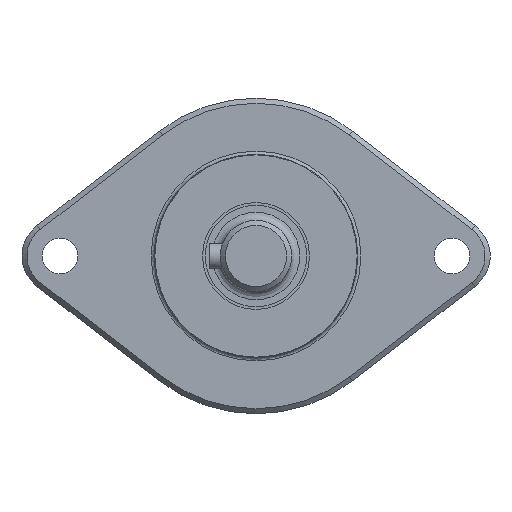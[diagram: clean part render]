
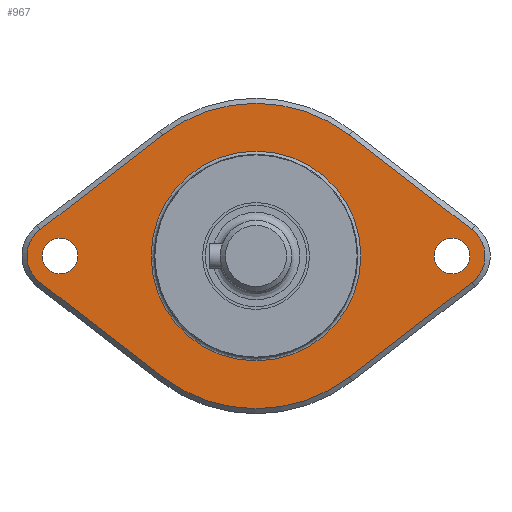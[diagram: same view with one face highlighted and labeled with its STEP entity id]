
A CAD part, left-side view. The second image highlights one B-rep face of the part: STEP entity #967.
In plain terms, the highlighted planar face has unit normal (-1, 0, 0).
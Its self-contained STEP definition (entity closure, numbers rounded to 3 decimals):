
#835=CARTESIAN_POINT('',(-98.2,0.,20.6));
#836=VERTEX_POINT('',#835);
#837=CARTESIAN_POINT('',(-98.2,0.,0.));
#838=DIRECTION('',(-1.0,0.0,0.0));
#839=DIRECTION('',(0.0,0.0,-1.0));
#840=AXIS2_PLACEMENT_3D('',#837,#838,#839);
#841=CIRCLE('',#840,20.6);
#842=EDGE_CURVE('',#836,#836,#841,.T.);
#867=CARTESIAN_POINT('',(-98.2,0.,0.));
#868=DIRECTION('',(-1.0,0.0,0.0));
#869=DIRECTION('',(0.0,0.0,1.0));
#870=AXIS2_PLACEMENT_3D('',#867,#868,#869);
#871=PLANE('',#870);
#872=CARTESIAN_POINT('',(-98.2,42.468,5.149));
#873=VERTEX_POINT('',#872);
#874=CARTESIAN_POINT('',(-98.2,18.312,23.763));
#875=VERTEX_POINT('',#874);
#876=CARTESIAN_POINT('',(-98.2,42.468,5.149));
#877=DIRECTION('',(0.0,-0.792,0.61));
#878=VECTOR('',#877,30.496);
#879=LINE('',#876,#878);
#880=EDGE_CURVE('',#873,#875,#879,.T.);
#881=ORIENTED_EDGE('',*,*,#880,.F.);
#882=CARTESIAN_POINT('',(-98.2,42.468,-5.149));
#883=VERTEX_POINT('',#882);
#884=CARTESIAN_POINT('',(-98.2,38.5,0.));
#885=DIRECTION('',(1.,0.,0.));
#886=DIRECTION('',(0.,0.61,0.792));
#887=AXIS2_PLACEMENT_3D('',#884,#885,#886);
#888=CIRCLE('',#887,6.5);
#889=EDGE_CURVE('',#883,#873,#888,.T.);
#890=ORIENTED_EDGE('',*,*,#889,.F.);
#891=CARTESIAN_POINT('',(-98.2,18.312,-23.763));
#892=VERTEX_POINT('',#891);
#893=CARTESIAN_POINT('',(-98.2,18.312,-23.763));
#894=DIRECTION('',(0.0,0.792,0.61));
#895=VECTOR('',#894,30.496);
#896=LINE('',#893,#895);
#897=EDGE_CURVE('',#892,#883,#896,.T.);
#898=ORIENTED_EDGE('',*,*,#897,.F.);
#899=CARTESIAN_POINT('',(-98.2,-18.312,-23.763));
#900=VERTEX_POINT('',#899);
#901=CARTESIAN_POINT('',(-98.2,0.,0.));
#902=DIRECTION('',(1.0,0.,0.));
#903=DIRECTION('',(0.,0.61,-0.792));
#904=AXIS2_PLACEMENT_3D('',#901,#902,#903);
#905=CIRCLE('',#904,30.);
#906=EDGE_CURVE('',#900,#892,#905,.T.);
#907=ORIENTED_EDGE('',*,*,#906,.F.);
#908=CARTESIAN_POINT('',(-98.2,-42.468,-5.149));
#909=VERTEX_POINT('',#908);
#910=CARTESIAN_POINT('',(-98.2,-42.468,-5.149));
#911=DIRECTION('',(0.0,0.792,-0.61));
#912=VECTOR('',#911,30.496);
#913=LINE('',#910,#912);
#914=EDGE_CURVE('',#909,#900,#913,.T.);
#915=ORIENTED_EDGE('',*,*,#914,.F.);
#916=CARTESIAN_POINT('',(-98.2,-42.468,5.149));
#917=VERTEX_POINT('',#916);
#918=CARTESIAN_POINT('',(-98.2,-38.5,0.));
#919=DIRECTION('',(1.0,0.,0.));
#920=DIRECTION('',(0.,-0.61,-0.792));
#921=AXIS2_PLACEMENT_3D('',#918,#919,#920);
#922=CIRCLE('',#921,6.5);
#923=EDGE_CURVE('',#917,#909,#922,.T.);
#924=ORIENTED_EDGE('',*,*,#923,.F.);
#925=CARTESIAN_POINT('',(-98.2,-18.312,23.763));
#926=VERTEX_POINT('',#925);
#927=CARTESIAN_POINT('',(-98.2,-18.312,23.763));
#928=DIRECTION('',(0.0,-0.792,-0.61));
#929=VECTOR('',#928,30.496);
#930=LINE('',#927,#929);
#931=EDGE_CURVE('',#926,#917,#930,.T.);
#932=ORIENTED_EDGE('',*,*,#931,.F.);
#933=CARTESIAN_POINT('',(-98.2,0.,0.));
#934=DIRECTION('',(1.0,0.,0.));
#935=DIRECTION('',(0.,-0.61,0.792));
#936=AXIS2_PLACEMENT_3D('',#933,#934,#935);
#937=CIRCLE('',#936,30.);
#938=EDGE_CURVE('',#875,#926,#937,.T.);
#939=ORIENTED_EDGE('',*,*,#938,.F.);
#940=EDGE_LOOP('',(#881,#890,#898,#907,#915,#924,#932,#939));
#941=FACE_OUTER_BOUND('',#940,.T.);
#942=CARTESIAN_POINT('',(-98.2,-38.5,3.5));
#943=VERTEX_POINT('',#942);
#944=CARTESIAN_POINT('',(-98.2,-38.5,0.));
#945=DIRECTION('',(1.0,0.0,0.0));
#946=DIRECTION('',(0.0,0.0,1.0));
#947=AXIS2_PLACEMENT_3D('',#944,#945,#946);
#948=CIRCLE('',#947,3.5);
#949=EDGE_CURVE('',#943,#943,#948,.T.);
#950=ORIENTED_EDGE('',*,*,#949,.T.);
#951=EDGE_LOOP('',(#950));
#952=FACE_BOUND('',#951,.T.);
#953=CARTESIAN_POINT('',(-98.2,38.5,3.5));
#954=VERTEX_POINT('',#953);
#955=CARTESIAN_POINT('',(-98.2,38.5,0.));
#956=DIRECTION('',(1.0,0.0,0.0));
#957=DIRECTION('',(0.0,0.0,1.0));
#958=AXIS2_PLACEMENT_3D('',#955,#956,#957);
#959=CIRCLE('',#958,3.5);
#960=EDGE_CURVE('',#954,#954,#959,.T.);
#961=ORIENTED_EDGE('',*,*,#960,.T.);
#962=EDGE_LOOP('',(#961));
#963=FACE_BOUND('',#962,.T.);
#964=ORIENTED_EDGE('',*,*,#842,.F.);
#965=EDGE_LOOP('',(#964));
#966=FACE_BOUND('',#965,.T.);
#967=ADVANCED_FACE('',(#941,#952,#963,#966),#871,.T.);
